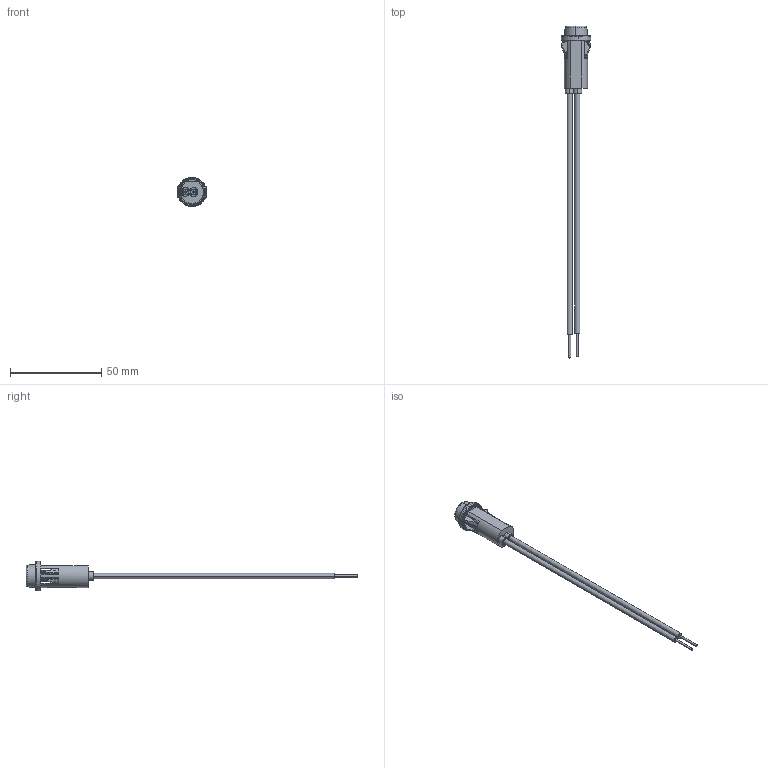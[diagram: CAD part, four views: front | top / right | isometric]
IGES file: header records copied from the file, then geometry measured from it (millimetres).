
Start section: SolidWorks IGES file using analytic representation for surfaces
Global section: file name: 1092CX-XXV.IGS; native system: SolidWorks 2016; preprocessor: SolidWorks 2016; author: chwang; date: 180410.155919; units: millimetre
Bounding box: 16.28 x 181.69 x 16 mm (x, y, z)
Surface area: 7394.1 mm2 (no closed solid volume)
Topology: 0 solids, 0 shells, 384 faces, 3604 edges, 3600 vertices
Faces by surface type: revolution 193, bspline 191
